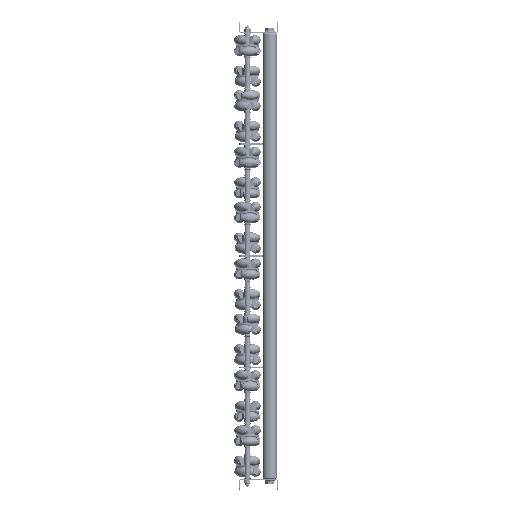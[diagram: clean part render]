
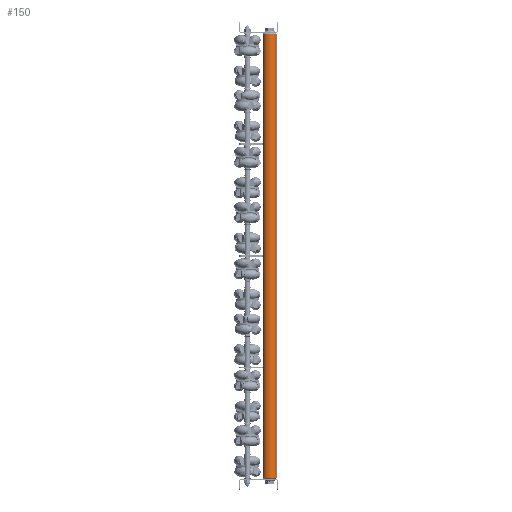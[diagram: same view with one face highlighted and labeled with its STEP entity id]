
A CAD part, left-side view. The second image highlights one B-rep face of the part: STEP entity #150.
In plain terms, the highlighted cylindrical face has radius 12.5 mm (diameter 25 mm), a partial arc.
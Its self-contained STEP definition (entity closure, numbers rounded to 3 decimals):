
#150 = ADVANCED_FACE ( 'NONE', ( #17581 ), #14530, .T. ) ;
#274 = VERTEX_POINT ( 'NONE', #1694 ) ;
#606 = CIRCLE ( 'NONE', #18626, 12.5 ) ;
#656 = ORIENTED_EDGE ( 'NONE', *, *, #14722, .T. ) ;
#1228 = CARTESIAN_POINT ( 'NONE',  ( 800., 0., 0. ) ) ;
#1694 = CARTESIAN_POINT ( 'NONE',  ( 799., 0., 12.5 ) ) ;
#2277 = VERTEX_POINT ( 'NONE', #5810 ) ;
#3310 = VERTEX_POINT ( 'NONE', #9424 ) ;
#4784 = LINE ( 'NONE', #6037, #17497 ) ;
#5265 = CARTESIAN_POINT ( 'NONE',  ( 799., 0., 0. ) ) ;
#5810 = CARTESIAN_POINT ( 'NONE',  ( 1., 0., -12.5 ) ) ;
#6004 = EDGE_CURVE ( 'NONE', #16460, #2277, #606, .T. ) ;
#6037 = CARTESIAN_POINT ( 'NONE',  ( 800., 0., 12.5 ) ) ;
#6797 = CIRCLE ( 'NONE', #15668, 12.5 ) ;
#6929 = CARTESIAN_POINT ( 'NONE',  ( 800., 0., -12.5 ) ) ;
#7337 = EDGE_LOOP ( 'NONE', ( #15350, #8808, #656, #14149 ) ) ;
#7742 = AXIS2_PLACEMENT_3D ( 'NONE', #1228, #11353, #18829 ) ;
#8438 = DIRECTION ( 'NONE',  ( 0., 0., -1. ) ) ;
#8628 = DIRECTION ( 'NONE',  ( -1., 0., 0. ) ) ;
#8656 = DIRECTION ( 'NONE',  ( 1., 0., 0. ) ) ;
#8753 = CARTESIAN_POINT ( 'NONE',  ( 1., 0., 0. ) ) ;
#8808 = ORIENTED_EDGE ( 'NONE', *, *, #15498, .T. ) ;
#9104 = DIRECTION ( 'NONE',  ( -1., 0., 0. ) ) ;
#9424 = CARTESIAN_POINT ( 'NONE',  ( 799., 0., -12.5 ) ) ;
#10733 = EDGE_CURVE ( 'NONE', #3310, #2277, #14224, .T. ) ;
#11353 = DIRECTION ( 'NONE',  ( -1., 0., 0. ) ) ;
#13544 = DIRECTION ( 'NONE',  ( -1., 0., 0. ) ) ;
#14149 = ORIENTED_EDGE ( 'NONE', *, *, #6004, .T. ) ;
#14224 = LINE ( 'NONE', #6929, #17229 ) ;
#14530 = CYLINDRICAL_SURFACE ( 'NONE', #7742, 12.5 ) ;
#14722 = EDGE_CURVE ( 'NONE', #274, #16460, #4784, .T. ) ;
#15350 = ORIENTED_EDGE ( 'NONE', *, *, #10733, .F. ) ;
#15498 = EDGE_CURVE ( 'NONE', #3310, #274, #6797, .T. ) ;
#15548 = CARTESIAN_POINT ( 'NONE',  ( 1., 0., 12.5 ) ) ;
#15668 = AXIS2_PLACEMENT_3D ( 'NONE', #5265, #8628, #8438 ) ;
#16134 = DIRECTION ( 'NONE',  ( 0., 0., -1. ) ) ;
#16460 = VERTEX_POINT ( 'NONE', #15548 ) ;
#17229 = VECTOR ( 'NONE', #13544, 1000. ) ;
#17497 = VECTOR ( 'NONE', #9104, 1000. ) ;
#17581 = FACE_OUTER_BOUND ( 'NONE', #7337, .T. ) ;
#18626 = AXIS2_PLACEMENT_3D ( 'NONE', #8753, #8656, #16134 ) ;
#18829 = DIRECTION ( 'NONE',  ( 0., 0., 1. ) ) ;
